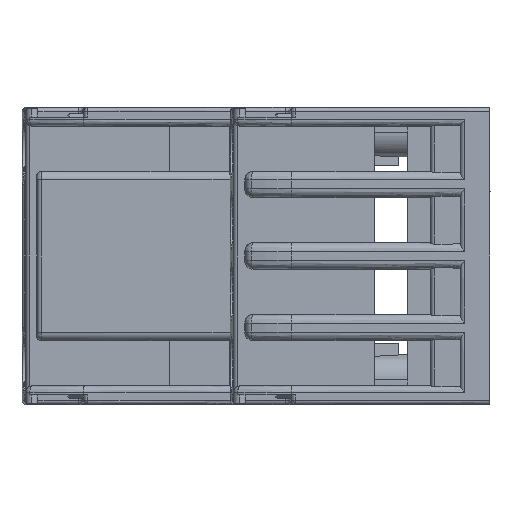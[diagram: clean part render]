
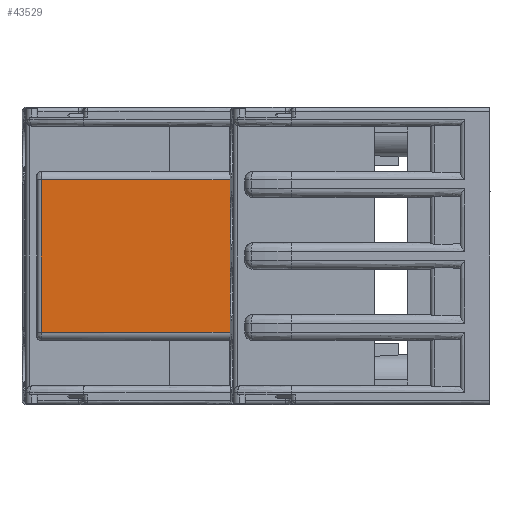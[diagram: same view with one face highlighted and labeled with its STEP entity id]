
A CAD part, left-side view. The second image highlights one B-rep face of the part: STEP entity #43529.
In plain terms, the highlighted planar face has unit normal (-1, 0.009, 0).
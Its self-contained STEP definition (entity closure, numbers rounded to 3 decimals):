
#4262 = EDGE_CURVE ( 'NONE', #20284, #20134, #58585, .T. ) ;
#4332 = EDGE_CURVE ( 'NONE', #21488, #20134, #58645, .T. ) ;
#4665 = EDGE_CURVE ( 'NONE', #20284, #21493, #58990, .T. ) ;
#5016 = LINE ( 'NONE', #64612, #5018 ) ;
#5018 = VECTOR ( 'NONE', #64613, 1000. ) ;
#7228 = CARTESIAN_POINT ( 'NONE',  ( -29.219, 23.595, -6.9 ) ) ;
#20134 = VERTEX_POINT ( 'NONE', #7228 ) ;
#20284 = VERTEX_POINT ( 'NONE', #57767 ) ;
#21488 = VERTEX_POINT ( 'NONE', #58497 ) ;
#21493 = VERTEX_POINT ( 'NONE', #58500 ) ;
#26032 = FACE_OUTER_BOUND ( 'NONE', #32546, .T. ) ;
#27367 = CARTESIAN_POINT ( 'NONE',  ( -29.1, 37.25, 9.75 ) ) ;
#27373 = PLANE ( 'NONE',  #73628 ) ;
#27377 = DIRECTION ( 'NONE',  ( -1., 0.009, 0. ) ) ;
#27378 = DIRECTION ( 'NONE',  ( -0.009, -1., 0. ) ) ;
#32546 = EDGE_LOOP ( 'NONE', ( #53486, #53487, #53488, #53489 ) ) ;
#43529 = ADVANCED_FACE ( 'NONE', ( #26032 ), #27373, .T. ) ;
#53486 = ORIENTED_EDGE ( 'NONE', *, *, #4332, .T. ) ;
#53487 = ORIENTED_EDGE ( 'NONE', *, *, #4262, .F. ) ;
#53488 = ORIENTED_EDGE ( 'NONE', *, *, #4665, .T. ) ;
#53489 = ORIENTED_EDGE ( 'NONE', *, *, #62435, .T. ) ;
#57767 = CARTESIAN_POINT ( 'NONE',  ( -29.219, 23.595, 6.9 ) ) ;
#58497 = CARTESIAN_POINT ( 'NONE',  ( -29.07, 40.729, -6.9 ) ) ;
#58500 = CARTESIAN_POINT ( 'NONE',  ( -29.07, 40.729, 6.9 ) ) ;
#58585 = LINE ( 'NONE', #60471, #58598 ) ;
#58598 = VECTOR ( 'NONE', #60479, 1000. ) ;
#58645 = LINE ( 'NONE', #60555, #58652 ) ;
#58652 = VECTOR ( 'NONE', #60557, 1000. ) ;
#58990 = LINE ( 'NONE', #60773, #58996 ) ;
#58996 = VECTOR ( 'NONE', #60774, 1000. ) ;
#60471 = CARTESIAN_POINT ( 'NONE',  ( -29.219, 23.595, 13.5 ) ) ;
#60479 = DIRECTION ( 'NONE',  ( 0., 0., -1. ) ) ;
#60555 = CARTESIAN_POINT ( 'NONE',  ( -29.1, 37.25, -6.9 ) ) ;
#60557 = DIRECTION ( 'NONE',  ( -0.009, -1., 0. ) ) ;
#60773 = CARTESIAN_POINT ( 'NONE',  ( -29.1, 37.25, 6.9 ) ) ;
#60774 = DIRECTION ( 'NONE',  ( 0.009, 1., 0. ) ) ;
#62435 = EDGE_CURVE ( 'NONE', #21493, #21488, #5016, .T. ) ;
#64612 = CARTESIAN_POINT ( 'NONE',  ( -29.07, 40.729, 9.75 ) ) ;
#64613 = DIRECTION ( 'NONE',  ( 0., 0., -1. ) ) ;
#73628 = AXIS2_PLACEMENT_3D ( 'NONE', #27367, #27377, #27378 ) ;
